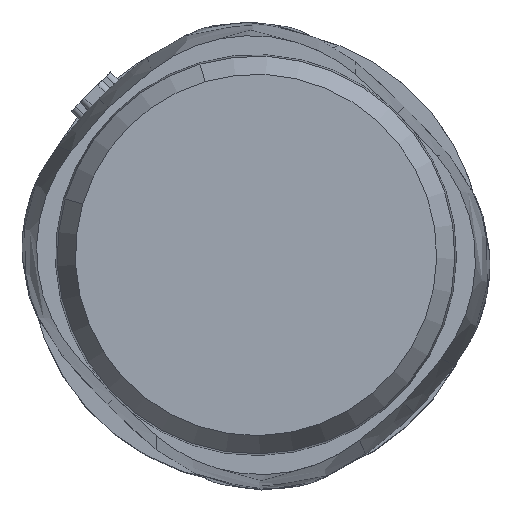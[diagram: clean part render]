
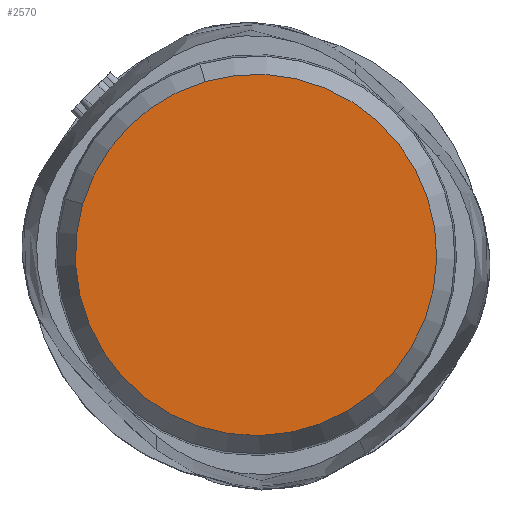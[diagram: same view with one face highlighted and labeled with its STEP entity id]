
A CAD part, top view. The second image highlights one B-rep face of the part: STEP entity #2570.
In plain terms, the highlighted planar face has unit normal (0, 0, 1).
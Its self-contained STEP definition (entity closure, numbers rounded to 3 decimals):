
#2208 = EDGE_CURVE('',#2209,#2211,#2213,.T.);
#2209 = VERTEX_POINT('',#2210);
#2210 = CARTESIAN_POINT('',(5.891,13.103,44.));
#2211 = VERTEX_POINT('',#2212);
#2212 = CARTESIAN_POINT('',(1.95,9.163,44.));
#2213 = CIRCLE('',#2214,5.811);
#2214 = AXIS2_PLACEMENT_3D('',#2215,#2216,#2217);
#2215 = CARTESIAN_POINT('',(7.527,7.527,44.));
#2216 = DIRECTION('',(0.,0.,-1.));
#2217 = DIRECTION('',(-1.,0.,0.));
#2242 = EDGE_CURVE('',#2211,#2209,#2243,.T.);
#2243 = CIRCLE('',#2244,5.811);
#2244 = AXIS2_PLACEMENT_3D('',#2245,#2246,#2247);
#2245 = CARTESIAN_POINT('',(7.527,7.527,44.));
#2246 = DIRECTION('',(0.,0.,-1.));
#2247 = DIRECTION('',(-1.,0.,0.));
#2570 = ADVANCED_FACE('',(#2571),#2575,.T.);
#2571 = FACE_BOUND('',#2572,.T.);
#2572 = EDGE_LOOP('',(#2573,#2574));
#2573 = ORIENTED_EDGE('',*,*,#2208,.F.);
#2574 = ORIENTED_EDGE('',*,*,#2242,.F.);
#2575 = PLANE('',#2576);
#2576 = AXIS2_PLACEMENT_3D('',#2577,#2578,#2579);
#2577 = CARTESIAN_POINT('',(3.418,11.636,44.));
#2578 = DIRECTION('',(0.,0.,1.));
#2579 = DIRECTION('',(-0.707,0.707,0.));
